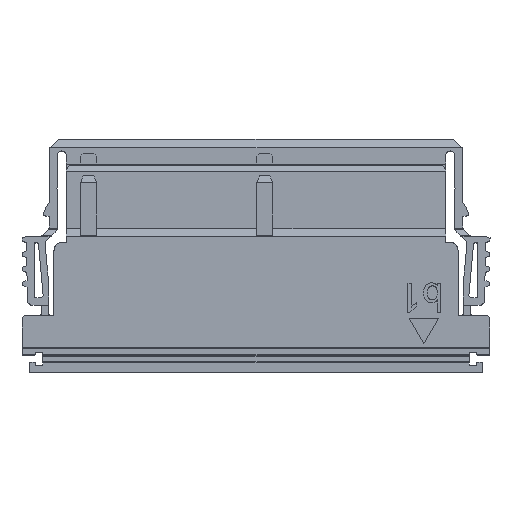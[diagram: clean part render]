
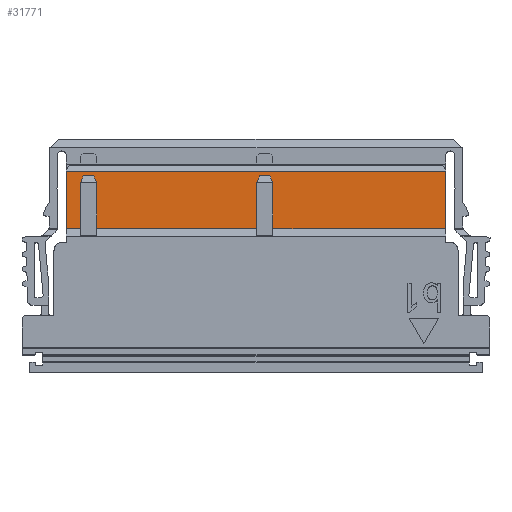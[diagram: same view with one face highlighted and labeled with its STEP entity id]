
A CAD part, top view. The second image highlights one B-rep face of the part: STEP entity #31771.
In plain terms, the highlighted planar face has unit normal (0, 0, 1).
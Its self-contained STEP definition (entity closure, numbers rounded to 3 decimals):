
#18872=CARTESIAN_POINT('',(-14.2,0.5,4.));
#18873=VERTEX_POINT('',#18872);
#18880=CARTESIAN_POINT('',(-14.2,4.427,4.));
#18881=VERTEX_POINT('',#18880);
#18882=CARTESIAN_POINT('',(-14.2,0.5,4.));
#18883=DIRECTION('',(0.,1.,0.));
#18884=VECTOR('',#18883,3.927);
#18885=LINE('',#18882,#18884);
#18886=EDGE_CURVE('',#18873,#18881,#18885,.T.);
#21072=CARTESIAN_POINT('',(11.66,4.427,4.));
#21073=VERTEX_POINT('',#21072);
#21080=CARTESIAN_POINT('',(11.66,0.5,4.));
#21081=VERTEX_POINT('',#21080);
#21082=CARTESIAN_POINT('',(11.66,4.427,4.));
#21083=DIRECTION('',(0.,-1.,0.));
#21084=VECTOR('',#21083,3.927);
#21085=LINE('',#21082,#21084);
#21086=EDGE_CURVE('',#21073,#21081,#21085,.T.);
#31604=CARTESIAN_POINT('',(-0.12,0.5,4.));
#31605=VERTEX_POINT('',#31604);
#31606=CARTESIAN_POINT('',(-0.12,0.5,4.));
#31607=DIRECTION('',(1.,0.,0.));
#31608=VECTOR('',#31607,11.78);
#31609=LINE('',#31606,#31608);
#31610=EDGE_CURVE('',#31605,#21081,#31609,.T.);
#31628=CARTESIAN_POINT('',(-1.22,0.5,4.));
#31629=VERTEX_POINT('',#31628);
#31636=CARTESIAN_POINT('',(-12.12,0.5,4.));
#31637=VERTEX_POINT('',#31636);
#31638=CARTESIAN_POINT('',(-12.12,0.5,4.));
#31639=DIRECTION('',(1.,0.,0.));
#31640=VECTOR('',#31639,10.9);
#31641=LINE('',#31638,#31640);
#31642=EDGE_CURVE('',#31637,#31629,#31641,.T.);
#31660=CARTESIAN_POINT('',(-13.22,0.5,4.));
#31661=VERTEX_POINT('',#31660);
#31668=CARTESIAN_POINT('',(-14.2,0.5,4.));
#31669=DIRECTION('',(1.,0.,0.));
#31670=VECTOR('',#31669,0.98);
#31671=LINE('',#31668,#31670);
#31672=EDGE_CURVE('',#18873,#31661,#31671,.T.);
#31677=CARTESIAN_POINT('',(-1.27,2.463,4.));
#31678=DIRECTION('',(1.,0.,0.));
#31679=DIRECTION('',(0.,0.,1.));
#31680=AXIS2_PLACEMENT_3D('',#31677,#31679,#31678);
#31681=PLANE('',#31680);
#31682=ORIENTED_EDGE('',*,*,#18886,.F.);
#31683=ORIENTED_EDGE('',*,*,#31672,.T.);
#31684=CARTESIAN_POINT('',(-13.22,3.65,4.));
#31685=VERTEX_POINT('',#31684);
#31686=CARTESIAN_POINT('',(-13.22,3.65,4.));
#31687=DIRECTION('',(0.,-1.,0.));
#31688=VECTOR('',#31687,3.15);
#31689=LINE('',#31686,#31688);
#31690=EDGE_CURVE('',#31685,#31661,#31689,.T.);
#31691=ORIENTED_EDGE('',*,*,#31690,.F.);
#31692=CARTESIAN_POINT('',(-13.02,4.1,4.));
#31693=VERTEX_POINT('',#31692);
#31694=CARTESIAN_POINT('',(-13.02,4.1,4.));
#31695=DIRECTION('',(-0.406,-0.914,0.));
#31696=VECTOR('',#31695,0.492);
#31697=LINE('',#31694,#31696);
#31698=EDGE_CURVE('',#31693,#31685,#31697,.T.);
#31699=ORIENTED_EDGE('',*,*,#31698,.F.);
#31700=CARTESIAN_POINT('',(-12.32,4.1,4.));
#31701=VERTEX_POINT('',#31700);
#31702=CARTESIAN_POINT('',(-12.32,4.1,4.));
#31703=DIRECTION('',(-1.,0.,0.));
#31704=VECTOR('',#31703,0.7);
#31705=LINE('',#31702,#31704);
#31706=EDGE_CURVE('',#31701,#31693,#31705,.T.);
#31707=ORIENTED_EDGE('',*,*,#31706,.F.);
#31708=CARTESIAN_POINT('',(-12.12,3.65,4.));
#31709=VERTEX_POINT('',#31708);
#31710=CARTESIAN_POINT('',(-12.32,4.1,4.));
#31711=DIRECTION('',(0.406,-0.914,0.));
#31712=VECTOR('',#31711,0.492);
#31713=LINE('',#31710,#31712);
#31714=EDGE_CURVE('',#31701,#31709,#31713,.T.);
#31715=ORIENTED_EDGE('',*,*,#31714,.T.);
#31716=CARTESIAN_POINT('',(-12.12,0.5,4.));
#31717=DIRECTION('',(0.,1.,0.));
#31718=VECTOR('',#31717,3.15);
#31719=LINE('',#31716,#31718);
#31720=EDGE_CURVE('',#31637,#31709,#31719,.T.);
#31721=ORIENTED_EDGE('',*,*,#31720,.F.);
#31722=ORIENTED_EDGE('',*,*,#31642,.T.);
#31723=CARTESIAN_POINT('',(-1.22,3.65,4.));
#31724=VERTEX_POINT('',#31723);
#31725=CARTESIAN_POINT('',(-1.22,3.65,4.));
#31726=DIRECTION('',(0.,-1.,0.));
#31727=VECTOR('',#31726,3.15);
#31728=LINE('',#31725,#31727);
#31729=EDGE_CURVE('',#31724,#31629,#31728,.T.);
#31730=ORIENTED_EDGE('',*,*,#31729,.F.);
#31731=CARTESIAN_POINT('',(-1.02,4.1,4.));
#31732=VERTEX_POINT('',#31731);
#31733=CARTESIAN_POINT('',(-1.02,4.1,4.));
#31734=DIRECTION('',(-0.406,-0.914,0.));
#31735=VECTOR('',#31734,0.492);
#31736=LINE('',#31733,#31735);
#31737=EDGE_CURVE('',#31732,#31724,#31736,.T.);
#31738=ORIENTED_EDGE('',*,*,#31737,.F.);
#31739=CARTESIAN_POINT('',(-0.32,4.1,4.));
#31740=VERTEX_POINT('',#31739);
#31741=CARTESIAN_POINT('',(-0.32,4.1,4.));
#31742=DIRECTION('',(-1.,0.,0.));
#31743=VECTOR('',#31742,0.7);
#31744=LINE('',#31741,#31743);
#31745=EDGE_CURVE('',#31740,#31732,#31744,.T.);
#31746=ORIENTED_EDGE('',*,*,#31745,.F.);
#31747=CARTESIAN_POINT('',(-0.12,3.65,4.));
#31748=VERTEX_POINT('',#31747);
#31749=CARTESIAN_POINT('',(-0.32,4.1,4.));
#31750=DIRECTION('',(0.406,-0.914,0.));
#31751=VECTOR('',#31750,0.492);
#31752=LINE('',#31749,#31751);
#31753=EDGE_CURVE('',#31740,#31748,#31752,.T.);
#31754=ORIENTED_EDGE('',*,*,#31753,.T.);
#31755=CARTESIAN_POINT('',(-0.12,0.5,4.));
#31756=DIRECTION('',(0.,1.,0.));
#31757=VECTOR('',#31756,3.15);
#31758=LINE('',#31755,#31757);
#31759=EDGE_CURVE('',#31605,#31748,#31758,.T.);
#31760=ORIENTED_EDGE('',*,*,#31759,.F.);
#31761=ORIENTED_EDGE('',*,*,#31610,.T.);
#31762=ORIENTED_EDGE('',*,*,#21086,.F.);
#31763=CARTESIAN_POINT('',(-14.2,4.427,4.));
#31764=DIRECTION('',(1.,0.,0.));
#31765=VECTOR('',#31764,25.86);
#31766=LINE('',#31763,#31765);
#31767=EDGE_CURVE('',#18881,#21073,#31766,.T.);
#31768=ORIENTED_EDGE('',*,*,#31767,.F.);
#31769=EDGE_LOOP('',(#31682,#31683,#31691,#31699,#31707,#31715,#31721,#31722,#31730,#31738,#31746,#31754,#31760,#31761,#31762,#31768));
#31770=FACE_OUTER_BOUND('',#31769,.T.);
#31771=ADVANCED_FACE('',(#31770),#31681,.T.);
